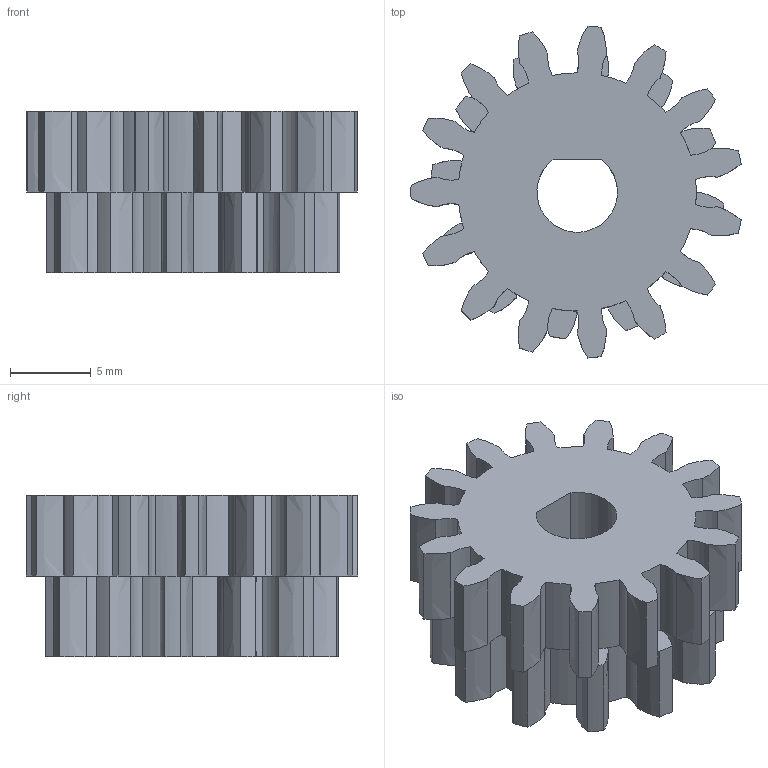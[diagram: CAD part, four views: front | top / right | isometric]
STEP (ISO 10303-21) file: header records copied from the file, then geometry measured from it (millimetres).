
FILE_DESCRIPTION((''),'2;1');
FILE_NAME('SUN_NO_2','2021-02-15T18:46:18',('TINH LE'),(''),'CREO PARAMETRIC BY PTC INC, 2020154','CREO PARAMETRIC BY PTC INC, 2020154','');
FILE_SCHEMA(('CONFIG_CONTROL_DESIGN'));
Length unit declared in the file: millimetre
Products named in the file (1): SUN_NO_2
Bounding box: 20.49 x 20.6 x 10 mm (x, y, z)
Volume: 1891.5 mm3; surface area: 1796.1 mm2
Topology: 1 solids, 1 shells, 196 faces, 546 edges, 352 vertices
Faces by surface type: cylinder 109, extrusion 54, plane 33
Entity records: 6794 total; most frequent: CARTESIAN_POINT 1733, ORIENTED_EDGE 1092, DIRECTION 1018, EDGE_CURVE 546, AXIS2_PLACEMENT_3D 399, VERTEX_POINT 352, CIRCLE 257, VECTOR 220
